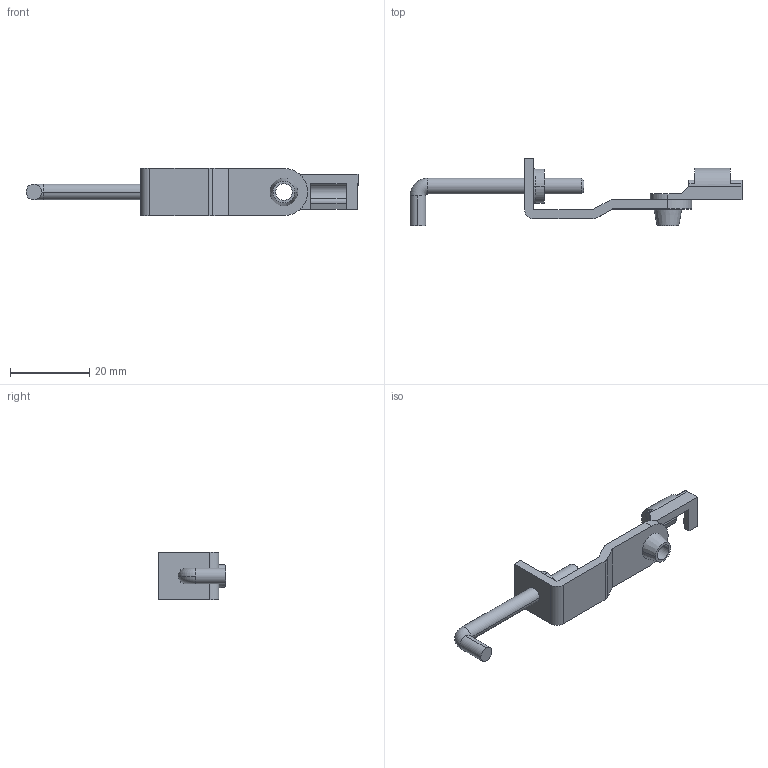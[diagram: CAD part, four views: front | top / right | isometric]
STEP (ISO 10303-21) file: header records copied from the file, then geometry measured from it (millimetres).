
FILE_DESCRIPTION (( 'STEP AP203' ), '1' );
FILE_NAME ('sone3D.STEP', '2014-07-17T09:09:31', ( '' ), ( '' ), 'SwSTEP 2.0', 'SolidWorks 2012', '' );
FILE_SCHEMA (( 'CONFIG_CONTROL_DESIGN' ));
Length unit declared in the file: millimetre
Products named in the file (4): sone3D; AC-25-QL-4儀乕僗斅_; AC-25-QL-4僔儍僼僩_; AC-25-Q-14__公開用
Assembly tree (3 placements, depth 2):
  sone3D
    AC-25-QL-4儀乕僗斅_
    AC-25-QL-4僔儍僼僩_
    AC-25-Q-14__公開用
Bounding box: 84.05 x 17 x 12 mm (x, y, z)
Volume: 2746.4 mm3; surface area: 3236.9 mm2
Topology: 3 solids, 3 shells, 69 faces, 170 edges, 110 vertices
Faces by surface type: plane 32, cylinder 27, cone 6, torus 4
Entity records: 2481 total; most frequent: DIRECTION 390, CARTESIAN_POINT 358, ORIENTED_EDGE 340, EDGE_CURVE 170, AXIS2_PLACEMENT_3D 146, VERTEX_POINT 110, VECTOR 98, LINE 98
